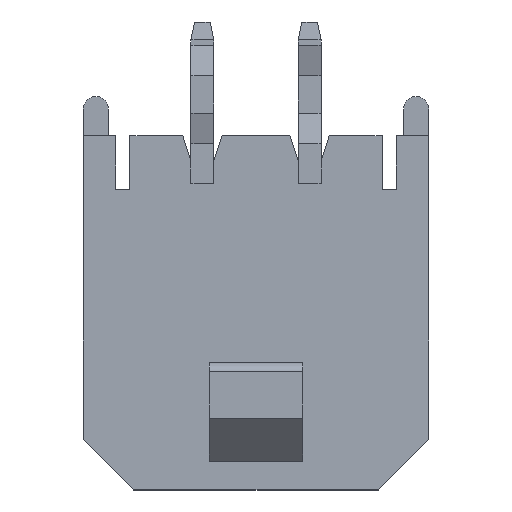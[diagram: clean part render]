
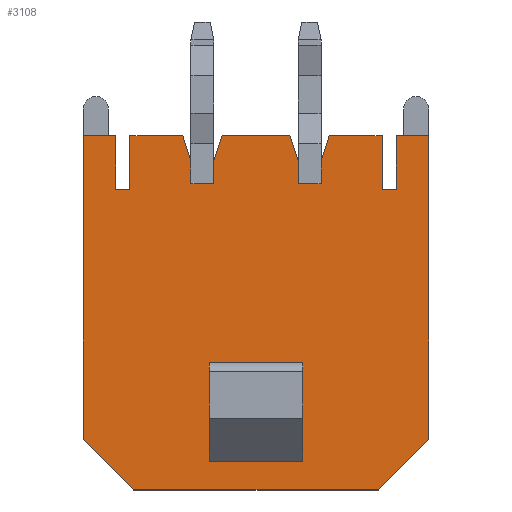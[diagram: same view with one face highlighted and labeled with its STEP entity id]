
A CAD part, top view. The second image highlights one B-rep face of the part: STEP entity #3108.
In plain terms, the highlighted planar face has unit normal (0, 0, 1).
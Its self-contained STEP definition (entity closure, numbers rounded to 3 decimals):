
#84=ORIENTED_EDGE('',*,*,#996,.T.);
#85=ORIENTED_EDGE('',*,*,#997,.T.);
#86=ORIENTED_EDGE('',*,*,#998,.F.);
#87=ORIENTED_EDGE('',*,*,#999,.F.);
#88=ORIENTED_EDGE('',*,*,#1000,.T.);
#89=ORIENTED_EDGE('',*,*,#1001,.T.);
#90=ORIENTED_EDGE('',*,*,#988,.T.);
#91=ORIENTED_EDGE('',*,*,#1002,.T.);
#92=ORIENTED_EDGE('',*,*,#1003,.T.);
#93=ORIENTED_EDGE('',*,*,#1004,.T.);
#94=ORIENTED_EDGE('',*,*,#1005,.T.);
#95=ORIENTED_EDGE('',*,*,#1006,.T.);
#96=ORIENTED_EDGE('',*,*,#1007,.T.);
#97=ORIENTED_EDGE('',*,*,#1008,.F.);
#98=ORIENTED_EDGE('',*,*,#1009,.F.);
#99=ORIENTED_EDGE('',*,*,#1010,.F.);
#100=ORIENTED_EDGE('',*,*,#1011,.T.);
#101=ORIENTED_EDGE('',*,*,#1012,.F.);
#102=ORIENTED_EDGE('',*,*,#1013,.F.);
#103=ORIENTED_EDGE('',*,*,#1014,.F.);
#104=ORIENTED_EDGE('',*,*,#1015,.T.);
#105=ORIENTED_EDGE('',*,*,#1016,.T.);
#106=ORIENTED_EDGE('',*,*,#1017,.T.);
#107=ORIENTED_EDGE('',*,*,#1018,.T.);
#108=ORIENTED_EDGE('',*,*,#1019,.T.);
#109=ORIENTED_EDGE('',*,*,#1020,.T.);
#110=ORIENTED_EDGE('',*,*,#994,.T.);
#111=ORIENTED_EDGE('',*,*,#1021,.T.);
#112=ORIENTED_EDGE('',*,*,#1022,.T.);
#113=ORIENTED_EDGE('',*,*,#967,.T.);
#967=EDGE_CURVE('',#1421,#1423,#1717,.T.);
#988=EDGE_CURVE('',#1444,#1445,#1738,.T.);
#994=EDGE_CURVE('',#1451,#1450,#1744,.T.);
#996=EDGE_CURVE('',#1452,#1453,#1746,.T.);
#997=EDGE_CURVE('',#1453,#1454,#1747,.T.);
#998=EDGE_CURVE('',#1455,#1454,#1748,.T.);
#999=EDGE_CURVE('',#1452,#1455,#1749,.T.);
#1000=EDGE_CURVE('',#1423,#1456,#1750,.T.);
#1001=EDGE_CURVE('',#1456,#1444,#1751,.T.);
#1002=EDGE_CURVE('',#1445,#1457,#1752,.T.);
#1003=EDGE_CURVE('',#1457,#1458,#1753,.T.);
#1004=EDGE_CURVE('',#1458,#1459,#1754,.T.);
#1005=EDGE_CURVE('',#1459,#1460,#1755,.T.);
#1006=EDGE_CURVE('',#1460,#1461,#1756,.T.);
#1007=EDGE_CURVE('',#1461,#1462,#1757,.T.);
#1008=EDGE_CURVE('',#1463,#1462,#1758,.T.);
#1009=EDGE_CURVE('',#1464,#1463,#1759,.T.);
#1010=EDGE_CURVE('',#1465,#1464,#1760,.T.);
#1011=EDGE_CURVE('',#1465,#1466,#1761,.T.);
#1012=EDGE_CURVE('',#1467,#1466,#1762,.T.);
#1013=EDGE_CURVE('',#1468,#1467,#1763,.T.);
#1014=EDGE_CURVE('',#1469,#1468,#1764,.T.);
#1015=EDGE_CURVE('',#1469,#1470,#1765,.T.);
#1016=EDGE_CURVE('',#1470,#1471,#1766,.T.);
#1017=EDGE_CURVE('',#1471,#1472,#1767,.T.);
#1018=EDGE_CURVE('',#1472,#1473,#1768,.T.);
#1019=EDGE_CURVE('',#1473,#1474,#1769,.T.);
#1020=EDGE_CURVE('',#1474,#1451,#1770,.T.);
#1021=EDGE_CURVE('',#1450,#1475,#1771,.T.);
#1022=EDGE_CURVE('',#1475,#1421,#1772,.T.);
#1421=VERTEX_POINT('',#4448);
#1423=VERTEX_POINT('',#4452);
#1444=VERTEX_POINT('',#4501);
#1445=VERTEX_POINT('',#4502);
#1450=VERTEX_POINT('',#4513);
#1451=VERTEX_POINT('',#4515);
#1452=VERTEX_POINT('',#4519);
#1453=VERTEX_POINT('',#4520);
#1454=VERTEX_POINT('',#4522);
#1455=VERTEX_POINT('',#4524);
#1456=VERTEX_POINT('',#4527);
#1457=VERTEX_POINT('',#4530);
#1458=VERTEX_POINT('',#4532);
#1459=VERTEX_POINT('',#4534);
#1460=VERTEX_POINT('',#4536);
#1461=VERTEX_POINT('',#4538);
#1462=VERTEX_POINT('',#4540);
#1463=VERTEX_POINT('',#4542);
#1464=VERTEX_POINT('',#4544);
#1465=VERTEX_POINT('',#4546);
#1466=VERTEX_POINT('',#4548);
#1467=VERTEX_POINT('',#4550);
#1468=VERTEX_POINT('',#4552);
#1469=VERTEX_POINT('',#4554);
#1470=VERTEX_POINT('',#4556);
#1471=VERTEX_POINT('',#4558);
#1472=VERTEX_POINT('',#4560);
#1473=VERTEX_POINT('',#4562);
#1474=VERTEX_POINT('',#4564);
#1475=VERTEX_POINT('',#4567);
#1717=LINE('',#4453,#2167);
#1738=LINE('',#4500,#2188);
#1744=LINE('',#4514,#2194);
#1746=LINE('',#4518,#2196);
#1747=LINE('',#4521,#2197);
#1748=LINE('',#4523,#2198);
#1749=LINE('',#4525,#2199);
#1750=LINE('',#4526,#2200);
#1751=LINE('',#4528,#2201);
#1752=LINE('',#4529,#2202);
#1753=LINE('',#4531,#2203);
#1754=LINE('',#4533,#2204);
#1755=LINE('',#4535,#2205);
#1756=LINE('',#4537,#2206);
#1757=LINE('',#4539,#2207);
#1758=LINE('',#4541,#2208);
#1759=LINE('',#4543,#2209);
#1760=LINE('',#4545,#2210);
#1761=LINE('',#4547,#2211);
#1762=LINE('',#4549,#2212);
#1763=LINE('',#4551,#2213);
#1764=LINE('',#4553,#2214);
#1765=LINE('',#4555,#2215);
#1766=LINE('',#4557,#2216);
#1767=LINE('',#4559,#2217);
#1768=LINE('',#4561,#2218);
#1769=LINE('',#4563,#2219);
#1770=LINE('',#4565,#2220);
#1771=LINE('',#4566,#2221);
#1772=LINE('',#4568,#2222);
#2167=VECTOR('',#3651,1000.);
#2188=VECTOR('',#3684,1000.);
#2194=VECTOR('',#3692,1000.);
#2196=VECTOR('',#3696,1000.);
#2197=VECTOR('',#3697,1000.);
#2198=VECTOR('',#3698,1000.);
#2199=VECTOR('',#3699,1000.);
#2200=VECTOR('',#3700,1000.);
#2201=VECTOR('',#3701,1000.);
#2202=VECTOR('',#3702,1000.);
#2203=VECTOR('',#3703,1000.);
#2204=VECTOR('',#3704,1000.);
#2205=VECTOR('',#3705,1000.);
#2206=VECTOR('',#3706,1000.);
#2207=VECTOR('',#3707,1000.);
#2208=VECTOR('',#3708,1000.);
#2209=VECTOR('',#3709,1000.);
#2210=VECTOR('',#3710,1000.);
#2211=VECTOR('',#3711,1000.);
#2212=VECTOR('',#3712,1000.);
#2213=VECTOR('',#3713,1000.);
#2214=VECTOR('',#3714,1000.);
#2215=VECTOR('',#3715,1000.);
#2216=VECTOR('',#3716,1000.);
#2217=VECTOR('',#3717,1000.);
#2218=VECTOR('',#3718,1000.);
#2219=VECTOR('',#3719,1000.);
#2220=VECTOR('',#3720,1000.);
#2221=VECTOR('',#3721,1000.);
#2222=VECTOR('',#3722,1000.);
#2615=EDGE_LOOP('',(#84,#85,#86,#87));
#2616=EDGE_LOOP('',(#88,#89,#90,#91,#92,#93,#94,#95,#96,#97,#98,#99,#100,
#101,#102,#103,#104,#105,#106,#107,#108,#109,#110,#111,#112,#113));
#2783=FACE_BOUND('',#2615,.T.);
#2784=FACE_BOUND('',#2616,.T.);
#2950=PLANE('',#3472);
#3108=ADVANCED_FACE('',(#2783,#2784),#2950,.T.);
#3472=AXIS2_PLACEMENT_3D('',#4517,#3694,#3695);
#3651=DIRECTION('',(-1.,0.,0.));
#3684=DIRECTION('',(-1.,0.,0.));
#3692=DIRECTION('',(-1.,0.,0.));
#3694=DIRECTION('',(0.,0.,1.));
#3695=DIRECTION('',(0.,-1.,0.));
#3696=DIRECTION('',(0.,-1.,0.));
#3697=DIRECTION('',(-1.,0.,0.));
#3698=DIRECTION('',(0.,-1.,0.));
#3699=DIRECTION('',(-1.,0.,0.));
#3700=DIRECTION('',(0.,1.,0.));
#3701=DIRECTION('',(-0.312,0.95,0.));
#3702=DIRECTION('',(-0.312,-0.95,0.));
#3703=DIRECTION('',(0.,-1.,0.));
#3704=DIRECTION('',(-1.,0.,0.));
#3705=DIRECTION('',(0.,1.,0.));
#3706=DIRECTION('',(-0.312,0.95,0.));
#3707=DIRECTION('',(-1.,0.,0.));
#3708=DIRECTION('',(0.,1.,0.));
#3709=DIRECTION('',(1.,0.,0.));
#3710=DIRECTION('',(0.,-1.,0.));
#3711=DIRECTION('',(-1.,0.,0.));
#3712=DIRECTION('',(0.,1.,0.));
#3713=DIRECTION('',(-0.707,0.707,0.));
#3714=DIRECTION('',(-1.,0.,0.));
#3715=DIRECTION('',(0.707,0.707,0.));
#3716=DIRECTION('',(0.,1.,0.));
#3717=DIRECTION('',(-1.,0.,0.));
#3718=DIRECTION('',(0.,-1.,0.));
#3719=DIRECTION('',(-1.,0.,0.));
#3720=DIRECTION('',(0.,1.,0.));
#3721=DIRECTION('',(-0.312,-0.95,0.));
#3722=DIRECTION('',(0.,-1.,0.));
#4448=CARTESIAN_POINT('',(1.82,3.61,2.185));
#4452=CARTESIAN_POINT('',(1.18,3.61,2.185));
#4453=CARTESIAN_POINT('',(1.82,3.61,2.185));
#4500=CARTESIAN_POINT('',(4.825,4.95,2.185));
#4501=CARTESIAN_POINT('',(0.95,4.95,2.185));
#4502=CARTESIAN_POINT('',(-0.95,4.95,2.185));
#4513=CARTESIAN_POINT('',(2.05,4.95,2.185));
#4514=CARTESIAN_POINT('',(4.825,4.95,2.185));
#4515=CARTESIAN_POINT('',(3.525,4.95,2.185));
#4517=CARTESIAN_POINT('',(4.825,-4.95,2.185));
#4518=CARTESIAN_POINT('',(1.3,-4.15,2.185));
#4519=CARTESIAN_POINT('',(1.3,-1.4,2.185));
#4520=CARTESIAN_POINT('',(1.3,-4.15,2.185));
#4521=CARTESIAN_POINT('',(1.3,-4.15,2.185));
#4522=CARTESIAN_POINT('',(-1.3,-4.15,2.185));
#4523=CARTESIAN_POINT('',(-1.3,-4.15,2.185));
#4524=CARTESIAN_POINT('',(-1.3,-1.4,2.185));
#4525=CARTESIAN_POINT('',(1.3,-1.4,2.185));
#4526=CARTESIAN_POINT('',(1.18,3.61,2.185));
#4527=CARTESIAN_POINT('',(1.18,4.25,2.185));
#4528=CARTESIAN_POINT('',(1.18,4.25,2.185));
#4529=CARTESIAN_POINT('',(-1.18,4.25,2.185));
#4530=CARTESIAN_POINT('',(-1.18,4.25,2.185));
#4531=CARTESIAN_POINT('',(-1.18,4.25,2.185));
#4532=CARTESIAN_POINT('',(-1.18,3.61,2.185));
#4533=CARTESIAN_POINT('',(-1.18,3.61,2.185));
#4534=CARTESIAN_POINT('',(-1.82,3.61,2.185));
#4535=CARTESIAN_POINT('',(-1.82,3.61,2.185));
#4536=CARTESIAN_POINT('',(-1.82,4.25,2.185));
#4537=CARTESIAN_POINT('',(-1.82,4.25,2.185));
#4538=CARTESIAN_POINT('',(-2.05,4.95,2.185));
#4539=CARTESIAN_POINT('',(4.825,4.95,2.185));
#4540=CARTESIAN_POINT('',(-3.525,4.95,2.185));
#4541=CARTESIAN_POINT('',(-3.525,3.45,2.185));
#4542=CARTESIAN_POINT('',(-3.525,3.45,2.185));
#4543=CARTESIAN_POINT('',(-3.925,3.45,2.185));
#4544=CARTESIAN_POINT('',(-3.925,3.45,2.185));
#4545=CARTESIAN_POINT('',(-3.925,4.95,2.185));
#4546=CARTESIAN_POINT('',(-3.925,4.95,2.185));
#4547=CARTESIAN_POINT('',(4.825,4.95,2.185));
#4548=CARTESIAN_POINT('',(-4.825,4.95,2.185));
#4549=CARTESIAN_POINT('',(-4.825,-4.95,2.185));
#4550=CARTESIAN_POINT('',(-4.825,-3.536,2.185));
#4551=CARTESIAN_POINT('',(-3.411,-4.95,2.185));
#4552=CARTESIAN_POINT('',(-3.411,-4.95,2.185));
#4553=CARTESIAN_POINT('',(4.825,-4.95,2.185));
#4554=CARTESIAN_POINT('',(3.411,-4.95,2.185));
#4555=CARTESIAN_POINT('',(3.411,-4.95,2.185));
#4556=CARTESIAN_POINT('',(4.825,-3.536,2.185));
#4557=CARTESIAN_POINT('',(4.825,-4.95,2.185));
#4558=CARTESIAN_POINT('',(4.825,4.95,2.185));
#4559=CARTESIAN_POINT('',(4.825,4.95,2.185));
#4560=CARTESIAN_POINT('',(3.925,4.95,2.185));
#4561=CARTESIAN_POINT('',(3.925,4.95,2.185));
#4562=CARTESIAN_POINT('',(3.925,3.45,2.185));
#4563=CARTESIAN_POINT('',(3.925,3.45,2.185));
#4564=CARTESIAN_POINT('',(3.525,3.45,2.185));
#4565=CARTESIAN_POINT('',(3.525,3.45,2.185));
#4566=CARTESIAN_POINT('',(2.05,4.95,2.185));
#4567=CARTESIAN_POINT('',(1.82,4.25,2.185));
#4568=CARTESIAN_POINT('',(1.82,4.25,2.185));
